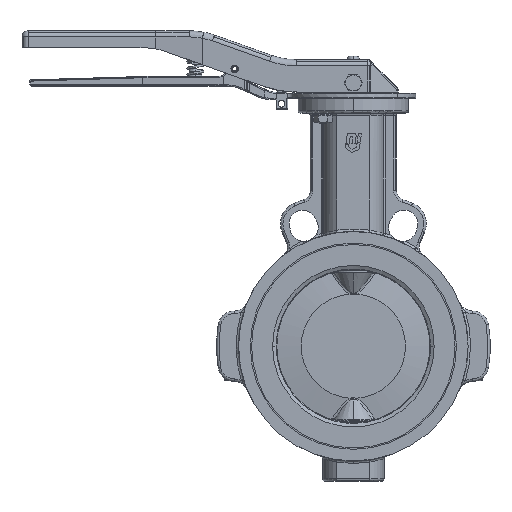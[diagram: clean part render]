
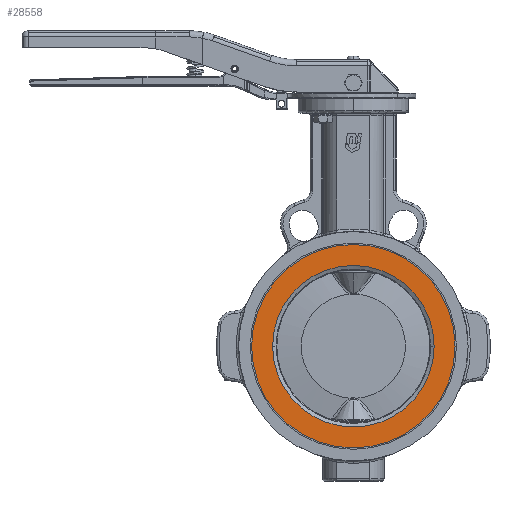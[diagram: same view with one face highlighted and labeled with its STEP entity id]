
A CAD part, left-side view. The second image highlights one B-rep face of the part: STEP entity #28558.
In plain terms, the highlighted planar face has unit normal (-1, 0, 0).
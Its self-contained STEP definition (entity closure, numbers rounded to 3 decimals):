
#3295=CARTESIAN_POINT('',(-28.1,65.821,-0.));
#3296=VERTEX_POINT('',#3295);
#3303=CARTESIAN_POINT('',(-28.1,-65.821,-0.));
#3304=VERTEX_POINT('',#3303);
#3305=CARTESIAN_POINT('',(-28.1,-0.,0.));
#3306=DIRECTION('',(1.,-0.,-0.));
#3307=DIRECTION('',(-0.,-1.,0.));
#3308=AXIS2_PLACEMENT_3D('',#3305,#3306,#3307);
#3309=CIRCLE('',#3308,65.821);
#3310=EDGE_CURVE('NONE',#3304,#3296,#3309,.T.);
#4106=CARTESIAN_POINT('',(-28.1,-82.9,0.));
#4107=VERTEX_POINT('',#4106);
#4108=CARTESIAN_POINT('',(-28.1,82.9,-0.));
#4109=VERTEX_POINT('',#4108);
#4110=CARTESIAN_POINT('',(-28.1,-0.,0.));
#4111=DIRECTION('',(1.,-0.,0.));
#4112=DIRECTION('',(-0.,-1.,0.));
#4113=AXIS2_PLACEMENT_3D('',#4110,#4111,#4112);
#4114=CIRCLE('',#4113,82.9);
#4115=EDGE_CURVE('NONE',#4107,#4109,#4114,.T.);
#28533=CARTESIAN_POINT('',(-28.1,-74.36,0.));
#28534=DIRECTION('',(-1.,0.,0.));
#28535=DIRECTION('',(0.,0.,-1.));
#28536=AXIS2_PLACEMENT_3D('',#28533,#28534,#28535);
#28537=PLANE('',#28536);
#28538=ORIENTED_EDGE('',*,*,#4115,.F.);
#28539=CARTESIAN_POINT('',(-28.1,-0.,0.));
#28540=DIRECTION('',(1.,-0.,0.));
#28541=DIRECTION('',(-0.,-1.,0.));
#28542=AXIS2_PLACEMENT_3D('',#28539,#28540,#28541);
#28543=CIRCLE('',#28542,82.9);
#28544=EDGE_CURVE('NONE',#4109,#4107,#28543,.T.);
#28545=ORIENTED_EDGE('',*,*,#28544,.F.);
#28546=EDGE_LOOP('',(#28538,#28545));
#28547=FACE_BOUND('',#28546,.T.);
#28548=ORIENTED_EDGE('',*,*,#3310,.T.);
#28549=CARTESIAN_POINT('',(-28.1,-0.,0.));
#28550=DIRECTION('',(1.,-0.,-0.));
#28551=DIRECTION('',(-0.,-1.,0.));
#28552=AXIS2_PLACEMENT_3D('',#28549,#28550,#28551);
#28553=CIRCLE('',#28552,65.821);
#28554=EDGE_CURVE('NONE',#3296,#3304,#28553,.T.);
#28555=ORIENTED_EDGE('',*,*,#28554,.T.);
#28556=EDGE_LOOP('',(#28548,#28555));
#28557=FACE_BOUND('',#28556,.T.);
#28558=ADVANCED_FACE('NONE',(#28547,#28557),#28537,.T.);
